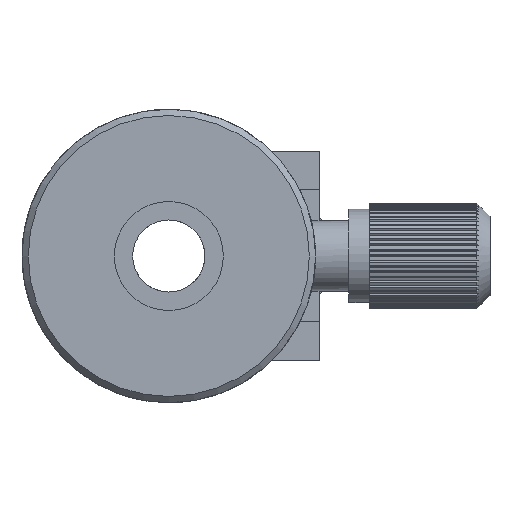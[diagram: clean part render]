
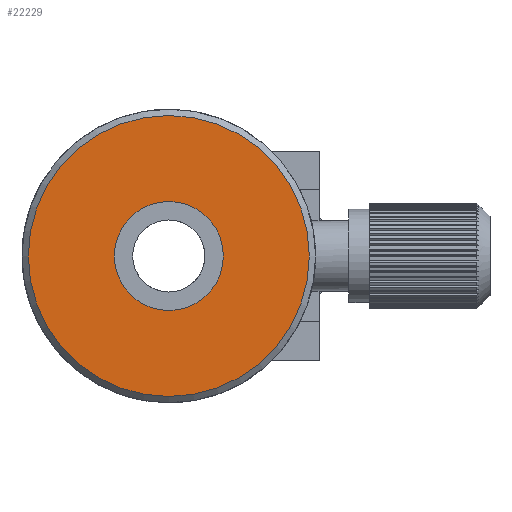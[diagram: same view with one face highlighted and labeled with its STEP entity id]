
A CAD part, front view. The second image highlights one B-rep face of the part: STEP entity #22229.
In plain terms, the highlighted planar face has unit normal (0, -1, 0).
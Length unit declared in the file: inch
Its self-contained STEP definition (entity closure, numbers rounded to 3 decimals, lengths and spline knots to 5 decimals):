
#257 = FACE_OUTER_BOUND ( 'NONE', #454, .T. ) ;
#454 = EDGE_LOOP ( 'NONE', ( #9832 ) ) ;
#2678 = PLANE ( 'NONE',  #5248 ) ;
#2715 = CARTESIAN_POINT ( 'NONE',  ( 0., 0., 0. ) ) ;
#2769 = CARTESIAN_POINT ( 'NONE',  ( 0., 0., 0. ) ) ;
#4817 = DIRECTION ( 'NONE',  ( 0., 0., 1. ) ) ;
#4867 = DIRECTION ( 'NONE',  ( 1., 0., 0. ) ) ;
#5248 = AXIS2_PLACEMENT_3D ( 'NONE', #2769, #17416, #4867 ) ;
#5812 = FACE_BOUND ( 'NONE', #20617, .T. ) ;
#8323 = CARTESIAN_POINT ( 'NONE',  ( 0., 0., 0. ) ) ;
#8601 = VERTEX_POINT ( 'NONE', #11395 ) ;
#9263 = CARTESIAN_POINT ( 'NONE',  ( 0., 0., -0.335 ) ) ;
#9806 = AXIS2_PLACEMENT_3D ( 'NONE', #2715, #17368, #4817 ) ;
#9832 = ORIENTED_EDGE ( 'NONE', *, *, #22049, .T. ) ;
#10464 = DIRECTION ( 'NONE',  ( 0., 0., -1. ) ) ;
#11395 = CARTESIAN_POINT ( 'NONE',  ( 0., 0., 0.13 ) ) ;
#13351 = CIRCLE ( 'NONE', #19806, 0.335 ) ;
#17322 = CIRCLE ( 'NONE', #9806, 0.13 ) ;
#17368 = DIRECTION ( 'NONE',  ( 0., -1., 0. ) ) ;
#17416 = DIRECTION ( 'NONE',  ( 0., -1., 0. ) ) ;
#17920 = ORIENTED_EDGE ( 'NONE', *, *, #22993, .F. ) ;
#19765 = VERTEX_POINT ( 'NONE', #9263 ) ;
#19806 = AXIS2_PLACEMENT_3D ( 'NONE', #8323, #23018, #10464 ) ;
#20617 = EDGE_LOOP ( 'NONE', ( #17920 ) ) ;
#22049 = EDGE_CURVE ( 'NONE', #19765, #19765, #13351, .T. ) ;
#22229 = ADVANCED_FACE ( 'NONE', ( #5812, #257 ), #2678, .T. ) ;
#22993 = EDGE_CURVE ( 'NONE', #8601, #8601, #17322, .T. ) ;
#23018 = DIRECTION ( 'NONE',  ( 0., -1., 0. ) ) ;
